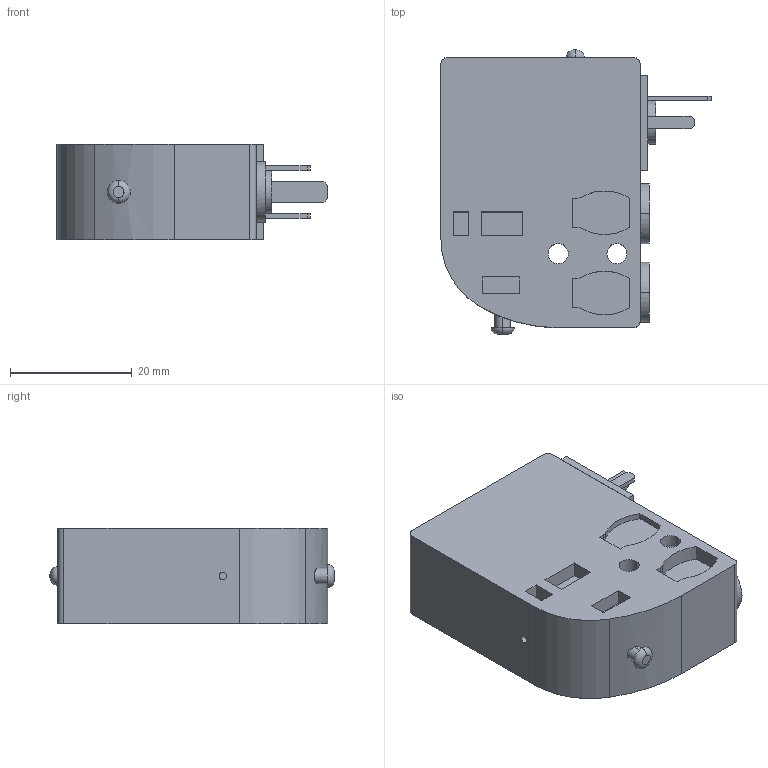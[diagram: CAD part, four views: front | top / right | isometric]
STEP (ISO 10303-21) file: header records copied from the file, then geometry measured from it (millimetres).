
FILE_DESCRIPTION (( 'STEP AP214' ), '1' );
FILE_NAME ('BVS-32A2-12DL.step', '2016-07-27T15:15:24', ( '' ), ( '' ), 'SwSTEP 2.0', 'SolidWorks 2016', '' );
FILE_SCHEMA (( 'AUTOMOTIVE_DESIGN' ));
Length unit declared in the file: inch
Products named in the file (1): BVS-32A2-12DL
Bounding box: 44.45 x 46.74 x 15.75 mm (x, y, z)
Volume: 20965.9 mm3; surface area: 6933.8 mm2
Topology: 1 solids, 1 shells, 162 faces, 403 edges, 266 vertices
Faces by surface type: plane 112, cylinder 46, torus 4
Entity records: 5150 total; most frequent: CARTESIAN_POINT 874, DIRECTION 837, ORIENTED_EDGE 806, EDGE_CURVE 403, LINE 291, VECTOR 291, AXIS2_PLACEMENT_3D 273, VERTEX_POINT 266
